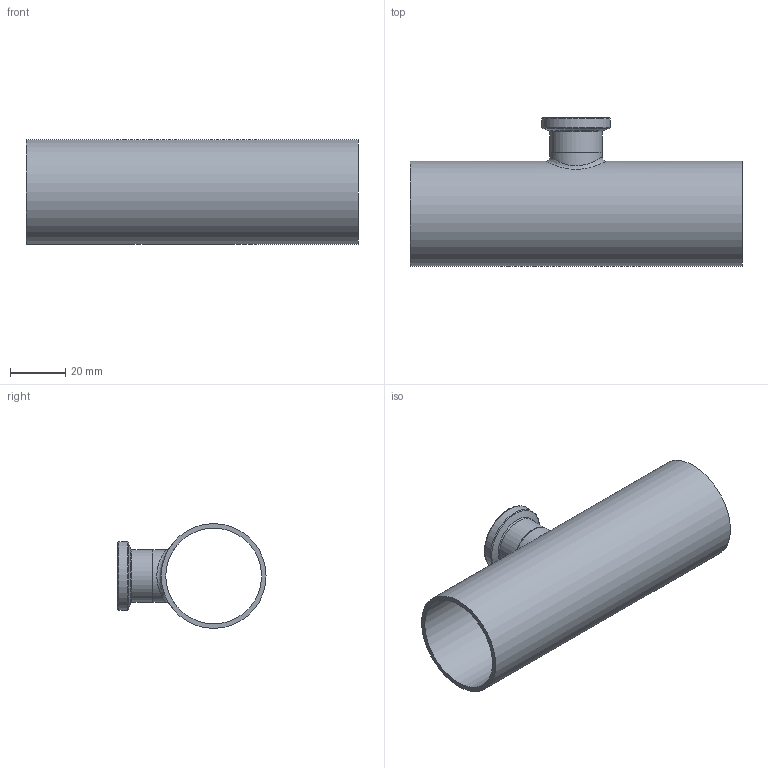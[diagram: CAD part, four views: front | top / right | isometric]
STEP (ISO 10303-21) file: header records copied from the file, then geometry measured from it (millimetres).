
FILE_DESCRIPTION(/* description */ (''),/* implementation_level */ '2;1');
FILE_NAME(/* name */ 'S7RSWWK-1.5X.75.stp',/* time_stamp */ '2018-11-29T15:30:43-05:00',/* author */ ('ken'),/* organization */ (''),/* preprocessor_version */ 'ST-DEVELOPER v15.2',/* originating_system */ 'Autodesk Inventor 2014',/* authorisation */ '');
FILE_SCHEMA (('AUTOMOTIVE_DESIGN { 1 0 10303 214 3 1 1 }'));
Length unit declared in the file: inch
Products named in the file (1): S7RSWWK-1.5X.75
Bounding box: 120.65 x 53.85 x 38.1 mm (x, y, z)
Volume: 24586.5 mm3; surface area: 30055.3 mm2
Topology: 1 solids, 1 shells, 23 faces, 43 edges, 26 vertices
Faces by surface type: cylinder 8, torus 6, plane 6, cone 2, bspline 1
Full cylindrical faces by diameter (mm): 15.748 x2, 19.05 x2, 21.895 x1, 24.994 x1, 34.798 x1, 38.1 x1
Entity records: 688 total; most frequent: CARTESIAN_POINT 229, DIRECTION 90, ORIENTED_EDGE 50, EDGE_LOOP 47, AXIS2_PLACEMENT_3D 45, FACE_BOUND 28, EDGE_CURVE 25, VERTEX_POINT 24
